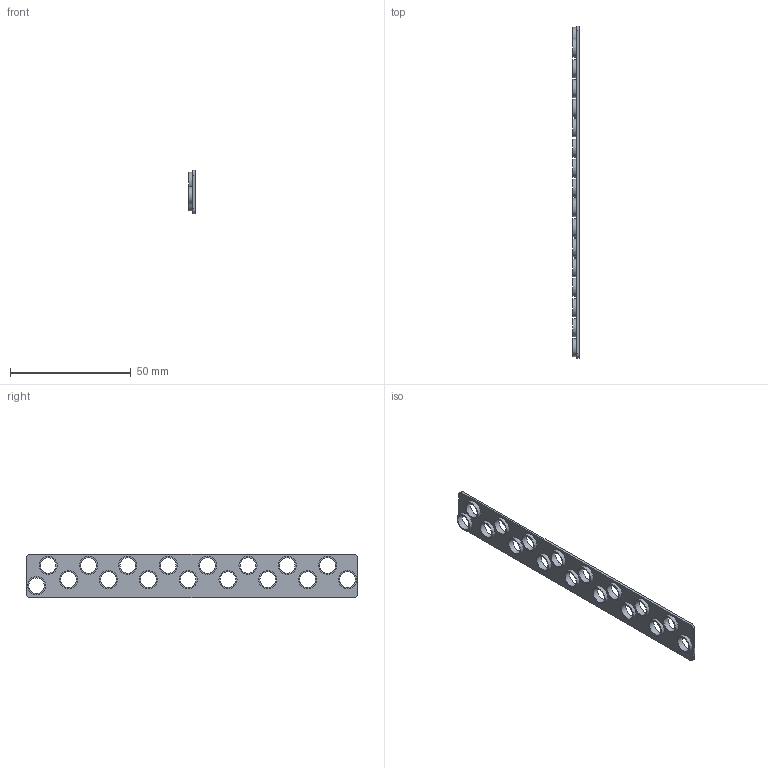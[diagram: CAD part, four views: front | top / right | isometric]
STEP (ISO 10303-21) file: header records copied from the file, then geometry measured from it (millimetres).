
FILE_DESCRIPTION(/* description */ ('Alibre Inc.'),/* implementation_level */ '2;1');
FILE_NAME(/* name */ 'export0',/* time_stamp */ '2017-08-31T05:45:39+02:00',/* author */ (''),/* organization */ (''),/* preprocessor_version */ 'ST-DEVELOPER v14',/* originating_system */ 'Alibre',/* authorisation */ '');
FILE_SCHEMA (('CONFIG_CONTROL_DESIGN'));
Length unit declared in the file: millimetre
Products named in the file (1): ID_1
Bounding box: 2.5 x 137.44 x 18 mm (x, y, z)
Volume: 2186.7 mm3; surface area: 5588.8 mm2
Topology: 1 solids, 1 shells, 61 faces, 160 edges, 118 vertices
Faces by surface type: cylinder 38, plane 23
Full cylindrical faces by diameter (mm): 6.5 x17, 7.5 x17
Entity records: 1615 total; most frequent: DIRECTION 267, CARTESIAN_POINT 237, ORIENTED_EDGE 184, EDGE_LOOP 146, FACE_BOUND 146, AXIS2_PLACEMENT_3D 137, EDGE_CURVE 92, VERTEX_POINT 84
